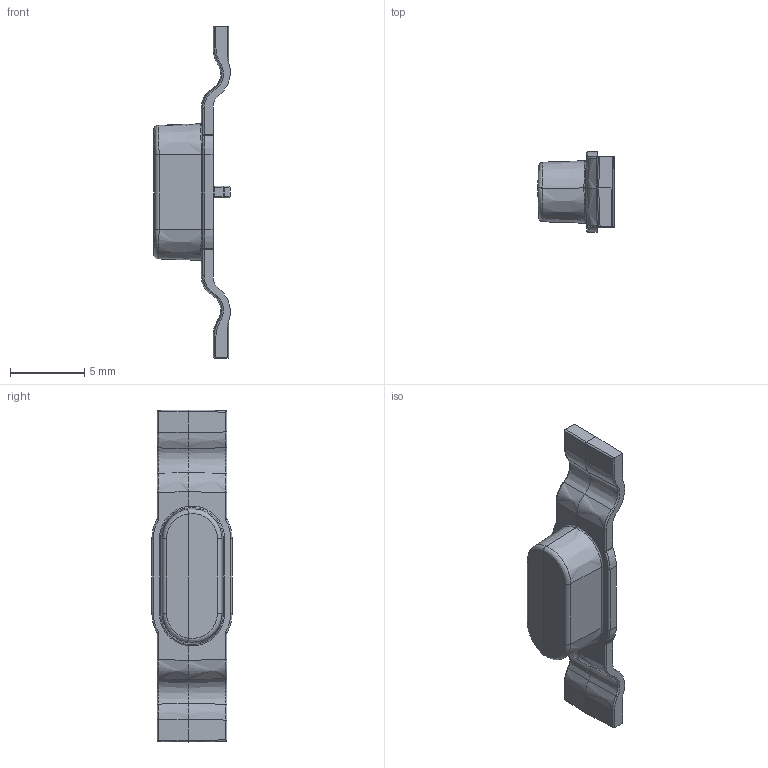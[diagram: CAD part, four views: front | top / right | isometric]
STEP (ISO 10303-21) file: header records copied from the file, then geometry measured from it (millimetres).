
FILE_DESCRIPTION (( 'STEP AP214' ), '1' );
FILE_NAME ('2282 - SIDE BUTTON.STEP', '2025-09-03T08:42:51', ( '' ), ( '' ), 'SwSTEP 2.0', 'SolidWorks 2025', '' );
FILE_SCHEMA (( 'AUTOMOTIVE_DESIGN' ));
Length unit declared in the file: millimetre
Products named in the file (1): 2282 - SIDE BUTTON
Bounding box: 5.15 x 5.4 x 22.32 mm (x, y, z)
Volume: 164.3 mm3; surface area: 386.4 mm2
Topology: 1 solids, 1 shells, 186 faces, 434 edges, 252 vertices
Faces by surface type: cylinder 68, bspline 52, plane 37, sphere 12, torus 10, cone 7
Entity records: 6572 total; most frequent: CARTESIAN_POINT 2750, ORIENTED_EDGE 868, DIRECTION 722, EDGE_CURVE 434, AXIS2_PLACEMENT_3D 283, VERTEX_POINT 252, EDGE_LOOP 188, FACE_OUTER_BOUND 186
